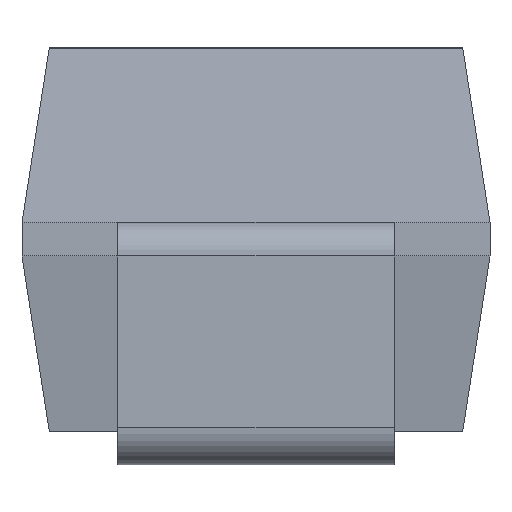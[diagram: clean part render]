
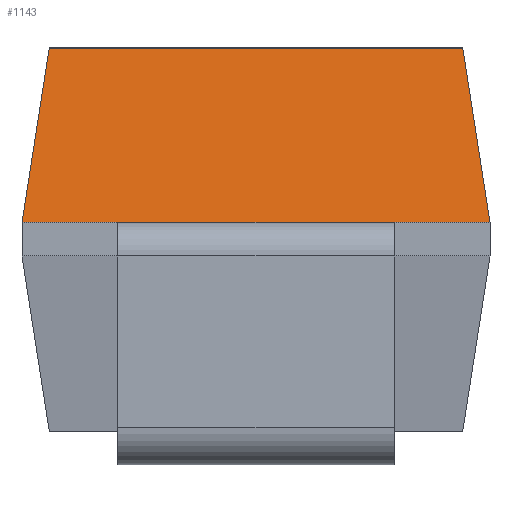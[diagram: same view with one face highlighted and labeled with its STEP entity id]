
A CAD part, left-side view. The second image highlights one B-rep face of the part: STEP entity #1143.
In plain terms, the highlighted planar face has unit normal (-0.988, 0, 0.154).
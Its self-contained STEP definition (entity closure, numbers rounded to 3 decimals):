
#49 = VERTEX_POINT ( 'NONE', #1336 ) ;
#84 = CARTESIAN_POINT ( 'NONE',  ( -2.137, -1.395, 2.49 ) ) ;
#104 = LINE ( 'NONE', #1505, #1115 ) ;
#119 = DIRECTION ( 'NONE',  ( 0.152, -0.152, 0.977 ) ) ;
#148 = EDGE_CURVE ( 'NONE', #49, #691, #1127, .T. ) ;
#349 = EDGE_CURVE ( 'NONE', #451, #691, #548, .T. ) ;
#376 = LINE ( 'NONE', #1439, #719 ) ;
#379 = VECTOR ( 'NONE', #643, 1000. ) ;
#381 = ORIENTED_EDGE ( 'NONE', *, *, #148, .T. ) ;
#395 = FACE_OUTER_BOUND ( 'NONE', #1466, .T. ) ;
#451 = VERTEX_POINT ( 'NONE', #1500 ) ;
#483 = VECTOR ( 'NONE', #1255, 1000. ) ;
#522 = CARTESIAN_POINT ( 'NONE',  ( -2.137, 0., 2.49 ) ) ;
#548 = LINE ( 'NONE', #84, #379 ) ;
#606 = VERTEX_POINT ( 'NONE', #1184 ) ;
#630 = CARTESIAN_POINT ( 'NONE',  ( -2.137, -1.232, 2.49 ) ) ;
#643 = DIRECTION ( 'NONE',  ( 0., -1., 0. ) ) ;
#691 = VERTEX_POINT ( 'NONE', #630 ) ;
#719 = VECTOR ( 'NONE', #1318, 1000. ) ;
#727 = EDGE_CURVE ( 'NONE', #49, #606, #376, .T. ) ;
#744 = AXIS2_PLACEMENT_3D ( 'NONE', #522, #1340, #983 ) ;
#850 = PLANE ( 'NONE',  #744 ) ;
#902 = CARTESIAN_POINT ( 'NONE',  ( -2.108, -1.203, 2.673 ) ) ;
#978 = ORIENTED_EDGE ( 'NONE', *, *, #349, .F. ) ;
#983 = DIRECTION ( 'NONE',  ( 0., 1., 0. ) ) ;
#1115 = VECTOR ( 'NONE', #119, 1000. ) ;
#1127 = LINE ( 'NONE', #902, #483 ) ;
#1143 = ADVANCED_FACE ( 'NONE', ( #395 ), #850, .T. ) ;
#1184 = CARTESIAN_POINT ( 'NONE',  ( -2.3, 1.395, 1.445 ) ) ;
#1200 = ORIENTED_EDGE ( 'NONE', *, *, #727, .F. ) ;
#1255 = DIRECTION ( 'NONE',  ( 0.152, 0.152, 0.977 ) ) ;
#1263 = ORIENTED_EDGE ( 'NONE', *, *, #1313, .F. ) ;
#1313 = EDGE_CURVE ( 'NONE', #606, #451, #104, .T. ) ;
#1318 = DIRECTION ( 'NONE',  ( 0., 1., 0. ) ) ;
#1336 = CARTESIAN_POINT ( 'NONE',  ( -2.3, -1.395, 1.445 ) ) ;
#1340 = DIRECTION ( 'NONE',  ( -0.988, 0., 0.154 ) ) ;
#1439 = CARTESIAN_POINT ( 'NONE',  ( -2.3, 1.395, 1.445 ) ) ;
#1466 = EDGE_LOOP ( 'NONE', ( #381, #978, #1263, #1200 ) ) ;
#1500 = CARTESIAN_POINT ( 'NONE',  ( -2.137, 1.232, 2.49 ) ) ;
#1505 = CARTESIAN_POINT ( 'NONE',  ( -2.108, 1.203, 2.673 ) ) ;
